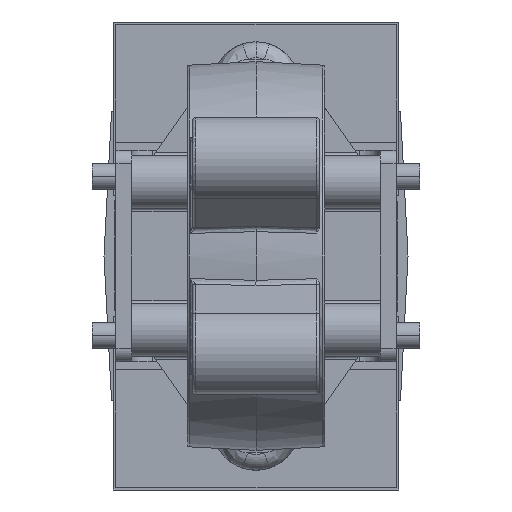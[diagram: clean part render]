
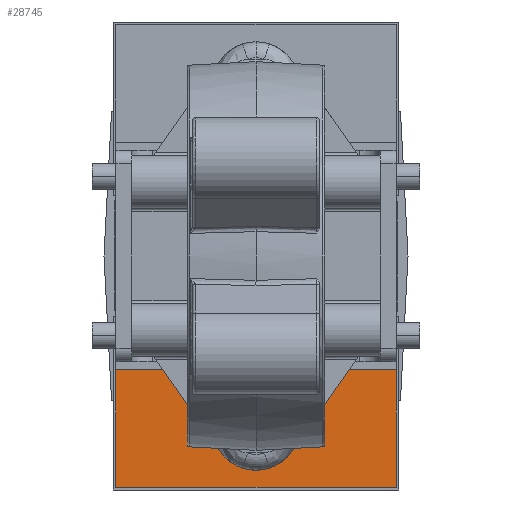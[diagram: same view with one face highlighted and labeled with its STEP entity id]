
A CAD part, front view. The second image highlights one B-rep face of the part: STEP entity #28745.
In plain terms, the highlighted planar face has unit normal (0, -1, 0).
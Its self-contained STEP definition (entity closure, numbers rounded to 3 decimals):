
#2596 = DIRECTION ( 'NONE',  ( 1., 0., 0. ) ) ;
#2597 = VECTOR ( 'NONE', #2596, 1000. ) ;
#2598 = CARTESIAN_POINT ( 'NONE',  ( -54., 312.5, -43. ) ) ;
#2599 = LINE ( 'NONE', #2598, #2597 ) ;
#3069 = DIRECTION ( 'NONE',  ( 1., 0., 0. ) ) ;
#3070 = VECTOR ( 'NONE', #3069, 1000. ) ;
#3071 = CARTESIAN_POINT ( 'NONE',  ( 54., 312.5, -87.5 ) ) ;
#3072 = LINE ( 'NONE', #3071, #3070 ) ;
#3084 = DIRECTION ( 'NONE',  ( 0., 0., 1. ) ) ;
#3085 = DIRECTION ( 'NONE',  ( 0., 1., 0. ) ) ;
#3086 = CARTESIAN_POINT ( 'NONE',  ( 54., 312.5, -88.5 ) ) ;
#3087 = AXIS2_PLACEMENT_3D ( 'NONE', #3086, #3085, #3084 ) ;
#3088 = PLANE ( 'NONE',  #3087 ) ;
#3089 = FACE_OUTER_BOUND ( 'NONE', #28746, .T. ) ;
#18006 = CARTESIAN_POINT ( 'NONE',  ( -53., 312.5, -87.5 ) ) ;
#18015 = DIRECTION ( 'NONE',  ( 0., 0., -1. ) ) ;
#18016 = VECTOR ( 'NONE', #18015, 1000. ) ;
#18017 = CARTESIAN_POINT ( 'NONE',  ( -53., 312.5, -23. ) ) ;
#18018 = LINE ( 'NONE', #18017, #18016 ) ;
#18019 = CARTESIAN_POINT ( 'NONE',  ( -53., 312.5, -43. ) ) ;
#18067 = CARTESIAN_POINT ( 'NONE',  ( 53., 312.5, -87.5 ) ) ;
#18074 = DIRECTION ( 'NONE',  ( 0., 0., 1. ) ) ;
#18075 = VECTOR ( 'NONE', #18074, 1000. ) ;
#18076 = CARTESIAN_POINT ( 'NONE',  ( 53., 312.5, -23. ) ) ;
#18077 = LINE ( 'NONE', #18076, #18075 ) ;
#18078 = CARTESIAN_POINT ( 'NONE',  ( 53., 312.5, -43. ) ) ;
#26274 = VERTEX_POINT ( 'NONE', #18019 ) ;
#26276 = EDGE_CURVE ( 'NONE', #26274, #26279, #18018, .T. ) ;
#26279 = VERTEX_POINT ( 'NONE', #18006 ) ;
#26307 = VERTEX_POINT ( 'NONE', #18078 ) ;
#26309 = EDGE_CURVE ( 'NONE', #26313, #26307, #18077, .T. ) ;
#26313 = VERTEX_POINT ( 'NONE', #18067 ) ;
#28413 = EDGE_CURVE ( 'NONE', #26274, #26307, #2599, .T. ) ;
#28726 = EDGE_CURVE ( 'NONE', #26279, #26313, #3072, .T. ) ;
#28727 = ORIENTED_EDGE ( 'NONE', *, *, #26309, .T. ) ;
#28728 = ORIENTED_EDGE ( 'NONE', *, *, #28413, .F. ) ;
#28745 = ADVANCED_FACE ( 'NONE', ( #3089 ), #3088, .F. ) ;
#28746 = EDGE_LOOP ( 'NONE', ( #28747, #28748, #28727, #28728 ) ) ;
#28747 = ORIENTED_EDGE ( 'NONE', *, *, #26276, .T. ) ;
#28748 = ORIENTED_EDGE ( 'NONE', *, *, #28726, .T. ) ;
